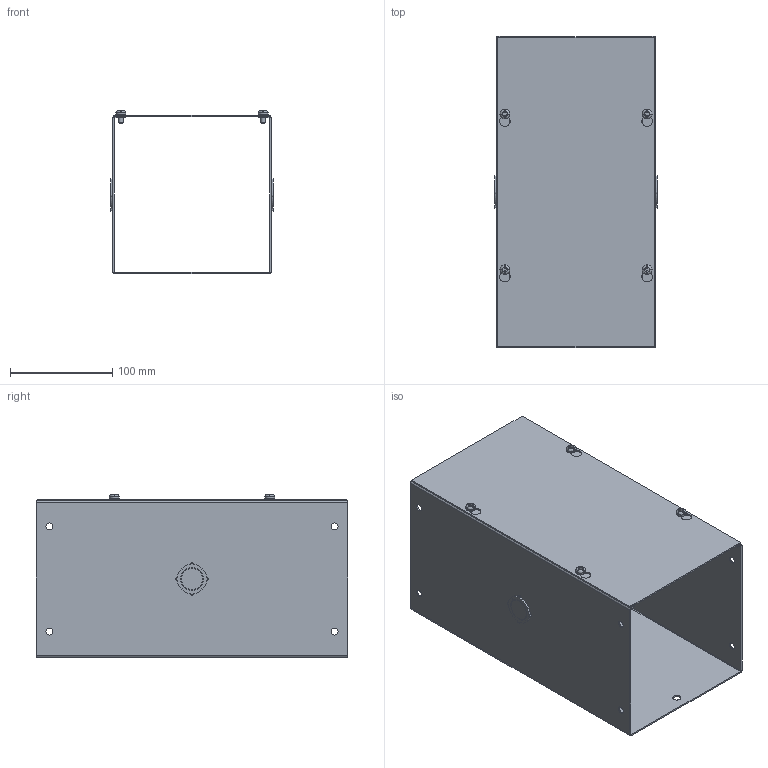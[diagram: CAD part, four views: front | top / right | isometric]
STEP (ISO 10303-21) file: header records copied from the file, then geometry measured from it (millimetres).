
FILE_DESCRIPTION (( 'STEP AP203' ), '1' );
FILE_NAME ('CWSC612.step', '2024-04-25T15:09:38', ( '' ), ( '' ), 'SwSTEP 2.0', 'SolidWorks 2023', '' );
FILE_SCHEMA (( 'CONFIG_CONTROL_DESIGN' ));
Length unit declared in the file: inch
Products named in the file (1): CWSC612
Bounding box: 158.95 x 304.8 x 159.74 mm (x, y, z)
Volume: 280904.8 mm3; surface area: 389440.1 mm2
Topology: 6 solids, 6 shells, 264 faces, 714 edges, 468 vertices
Faces by surface type: plane 122, cylinder 118, bspline 16, cone 8
Entity records: 9239 total; most frequent: CARTESIAN_POINT 2351, DIRECTION 1440, ORIENTED_EDGE 1428, EDGE_CURVE 714, AXIS2_PLACEMENT_3D 517, VERTEX_POINT 468, LINE 406, VECTOR 406
